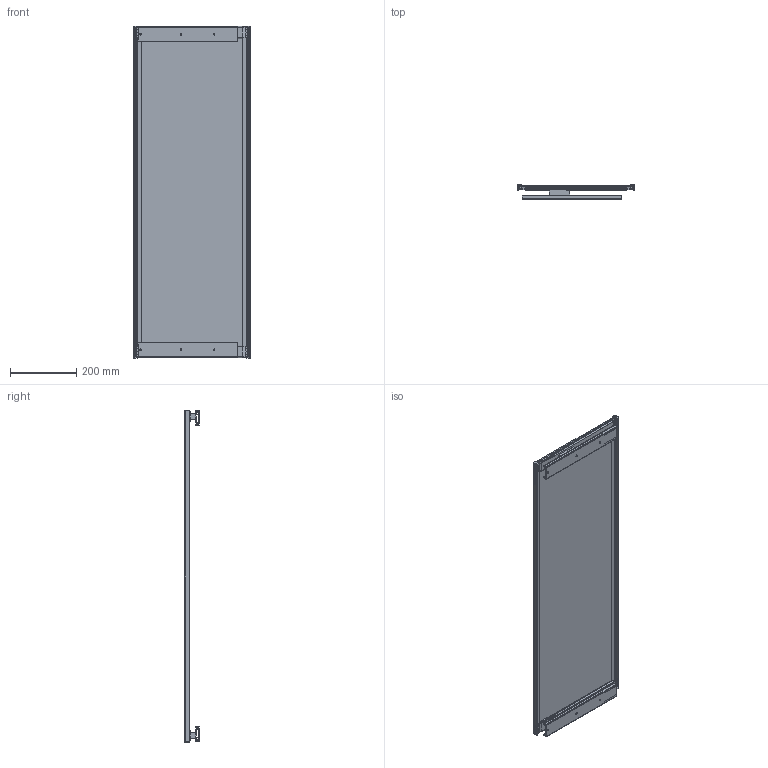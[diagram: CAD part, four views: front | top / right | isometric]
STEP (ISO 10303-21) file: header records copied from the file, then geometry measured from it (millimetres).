
FILE_DESCRIPTION(/* description */ (''),/* implementation_level */ '2;1');
FILE_NAME(/* name */ 'KBS007',/* time_stamp */ '2023-09-06T19:30:54+08:00',/* author */ (''),/* organization */ (''),/* preprocessor_version */ 'ST-DEVELOPER v9',/* originating_system */ 'UGS - NX 4.0',/* authorisation */ '');
FILE_SCHEMA (('CONFIG_CONTROL_DESIGN'));
Length unit declared in the file: millimetre
Products named in the file (1): AdmiC88C52ib
Bounding box: 353.2 x 44.63 x 1004.2 mm (x, y, z)
Volume: 1754970.6 mm3; surface area: 1171510.4 mm2
Topology: 15 solids, 15 shells, 580 faces, 1606 edges, 1054 vertices
Faces by surface type: plane 368, cylinder 182, cone 18, bspline 8, sphere 4
Full cylindrical faces by diameter (mm): 3.5 x2, 3.7 x8, 4.3 x4, 4.5 x8, 5 x6
Entity records: 18516 total; most frequent: CARTESIAN_POINT 3327, DIRECTION 3152, ORIENTED_EDGE 3124, EDGE_CURVE 1562, LINE 1106, VECTOR 1106, VERTEX_POINT 1042, AXIS2_PLACEMENT_3D 1023
